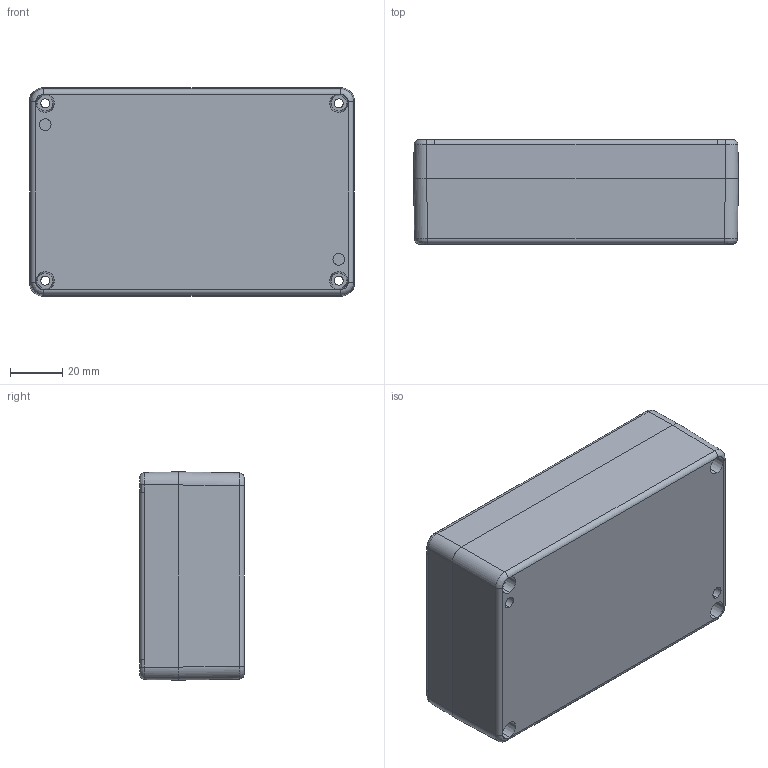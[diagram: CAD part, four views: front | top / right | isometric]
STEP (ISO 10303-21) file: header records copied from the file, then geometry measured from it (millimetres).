
FILE_DESCRIPTION (( 'STEP AP214' ), '1' );
FILE_NAME ('G107.STEP', '2009-11-20T03:38:03', ( 'NEF User' ), ( 'NEF User' ), 'SwSTEP 2.0', 'SolidWorks 2009', '' );
FILE_SCHEMA (( 'AUTOMOTIVE_DESIGN' ));
Length unit declared in the file: millimetre
Products named in the file (3): G107-BASE; G107-COVER; G107
Assembly tree (2 placements, depth 2):
  G107
    G107-COVER
    G107-BASE
Bounding box: 124.5 x 40 x 79.8 mm (x, y, z)
Volume: 121904.8 mm3; surface area: 73635.4 mm2
Topology: 2 solids, 2 shells, 232 faces, 616 edges, 400 vertices
Faces by surface type: plane 84, cone 68, cylinder 60, bspline 20
Entity records: 8148 total; most frequent: CARTESIAN_POINT 2147, DIRECTION 1276, ORIENTED_EDGE 1232, EDGE_CURVE 616, AXIS2_PLACEMENT_3D 481, VERTEX_POINT 400, VECTOR 314, LINE 314
